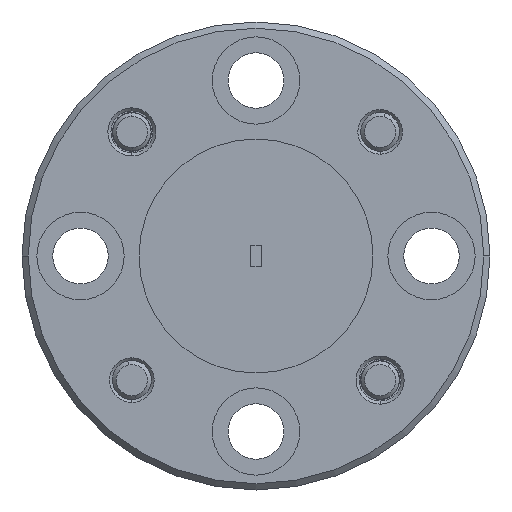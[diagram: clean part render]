
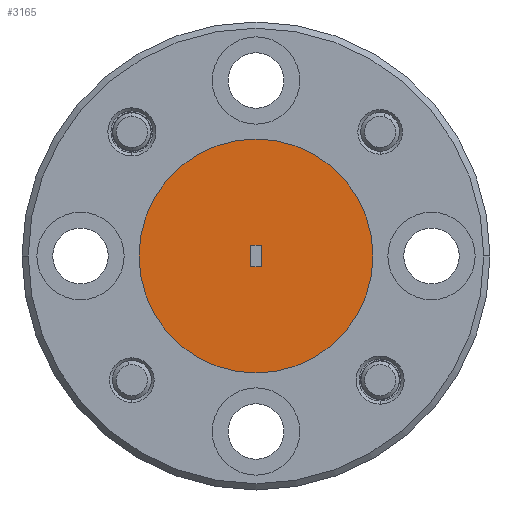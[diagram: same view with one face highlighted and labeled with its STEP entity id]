
A CAD part, left-side view. The second image highlights one B-rep face of the part: STEP entity #3165.
In plain terms, the highlighted planar face has unit normal (-1, 0, 0).
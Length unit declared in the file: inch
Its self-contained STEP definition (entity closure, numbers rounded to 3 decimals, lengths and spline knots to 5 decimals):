
#19 = VERTEX_POINT ( 'NONE', #2869 ) ;
#170 = DIRECTION ( 'NONE',  ( 1., 0., 0. ) ) ;
#188 = EDGE_LOOP ( 'NONE', ( #1679, #1245 ) ) ;
#258 = VECTOR ( 'NONE', #2401, 39.37008 ) ;
#294 = CARTESIAN_POINT ( 'NONE',  ( -0.41391, 0.99556, -0.36072 ) ) ;
#410 = VECTOR ( 'NONE', #636, 39.37008 ) ;
#486 = DIRECTION ( 'NONE',  ( 0., -1., 0. ) ) ;
#514 = AXIS2_PLACEMENT_3D ( 'NONE', #3896, #170, #2215 ) ;
#636 = DIRECTION ( 'NONE',  ( 0., 0., 1. ) ) ;
#658 = VERTEX_POINT ( 'NONE', #294 ) ;
#750 = EDGE_CURVE ( 'NONE', #658, #19, #3652, .T. ) ;
#778 = DIRECTION ( 'NONE',  ( 0., 1., 0. ) ) ;
#877 = CIRCLE ( 'NONE', #514, 0.1875 ) ;
#967 = DIRECTION ( 'NONE',  ( 0., -1., 0. ) ) ;
#1197 = EDGE_CURVE ( 'NONE', #19, #3561, #3901, .T. ) ;
#1245 = ORIENTED_EDGE ( 'NONE', *, *, #1256, .F. ) ;
#1252 = LINE ( 'NONE', #2609, #1519 ) ;
#1256 = EDGE_CURVE ( 'NONE', #3746, #3388, #3690, .T. ) ;
#1500 = EDGE_CURVE ( 'NONE', #2260, #658, #1252, .T. ) ;
#1519 = VECTOR ( 'NONE', #4338, 39.37008 ) ;
#1678 = DIRECTION ( 'NONE',  ( -1., 0., 0. ) ) ;
#1679 = ORIENTED_EDGE ( 'NONE', *, *, #2768, .F. ) ;
#1697 = EDGE_CURVE ( 'NONE', #3561, #2260, #1806, .T. ) ;
#1806 = LINE ( 'NONE', #2718, #258 ) ;
#1915 = ORIENTED_EDGE ( 'NONE', *, *, #1500, .T. ) ;
#1945 = CARTESIAN_POINT ( 'NONE',  ( -0.41391, 0.99556, -0.36072 ) ) ;
#2011 = PLANE ( 'NONE',  #2631 ) ;
#2032 = CARTESIAN_POINT ( 'NONE',  ( -0.41391, 0.79956, -0.34372 ) ) ;
#2195 = CARTESIAN_POINT ( 'NONE',  ( -0.41391, 1.17456, -0.34372 ) ) ;
#2215 = DIRECTION ( 'NONE',  ( 0., 1., 0. ) ) ;
#2260 = VERTEX_POINT ( 'NONE', #2294 ) ;
#2294 = CARTESIAN_POINT ( 'NONE',  ( -0.41391, 0.97856, -0.36072 ) ) ;
#2313 = CARTESIAN_POINT ( 'NONE',  ( -0.41391, 0.97856, -0.32672 ) ) ;
#2401 = DIRECTION ( 'NONE',  ( 0., 0., -1. ) ) ;
#2452 = AXIS2_PLACEMENT_3D ( 'NONE', #3808, #3122, #778 ) ;
#2609 = CARTESIAN_POINT ( 'NONE',  ( -0.41391, 0.97856, -0.36072 ) ) ;
#2631 = AXIS2_PLACEMENT_3D ( 'NONE', #3250, #1678, #967 ) ;
#2718 = CARTESIAN_POINT ( 'NONE',  ( -0.41391, 0.97856, -0.36072 ) ) ;
#2768 = EDGE_CURVE ( 'NONE', #3388, #3746, #877, .T. ) ;
#2869 = CARTESIAN_POINT ( 'NONE',  ( -0.41391, 0.99556, -0.32672 ) ) ;
#2951 = FACE_OUTER_BOUND ( 'NONE', #188, .T. ) ;
#2979 = FACE_BOUND ( 'NONE', #3445, .T. ) ;
#3122 = DIRECTION ( 'NONE',  ( 1., 0., 0. ) ) ;
#3165 = ADVANCED_FACE ( 'NONE', ( #2979, #2951 ), #2011, .T. ) ;
#3219 = ORIENTED_EDGE ( 'NONE', *, *, #1197, .T. ) ;
#3250 = CARTESIAN_POINT ( 'NONE',  ( -0.41391, 0.98706, -0.34372 ) ) ;
#3283 = ORIENTED_EDGE ( 'NONE', *, *, #750, .T. ) ;
#3388 = VERTEX_POINT ( 'NONE', #2195 ) ;
#3445 = EDGE_LOOP ( 'NONE', ( #3219, #4142, #1915, #3283 ) ) ;
#3550 = VECTOR ( 'NONE', #486, 39.37008 ) ;
#3561 = VERTEX_POINT ( 'NONE', #2313 ) ;
#3652 = LINE ( 'NONE', #1945, #410 ) ;
#3690 = CIRCLE ( 'NONE', #2452, 0.1875 ) ;
#3746 = VERTEX_POINT ( 'NONE', #2032 ) ;
#3808 = CARTESIAN_POINT ( 'NONE',  ( -0.41391, 0.98706, -0.34372 ) ) ;
#3835 = CARTESIAN_POINT ( 'NONE',  ( -0.41391, 0.97856, -0.32672 ) ) ;
#3896 = CARTESIAN_POINT ( 'NONE',  ( -0.41391, 0.98706, -0.34372 ) ) ;
#3901 = LINE ( 'NONE', #3835, #3550 ) ;
#4142 = ORIENTED_EDGE ( 'NONE', *, *, #1697, .T. ) ;
#4338 = DIRECTION ( 'NONE',  ( 0., 1., 0. ) ) ;
